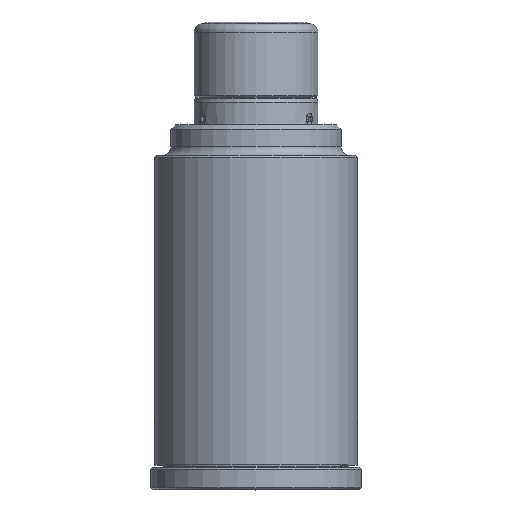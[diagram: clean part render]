
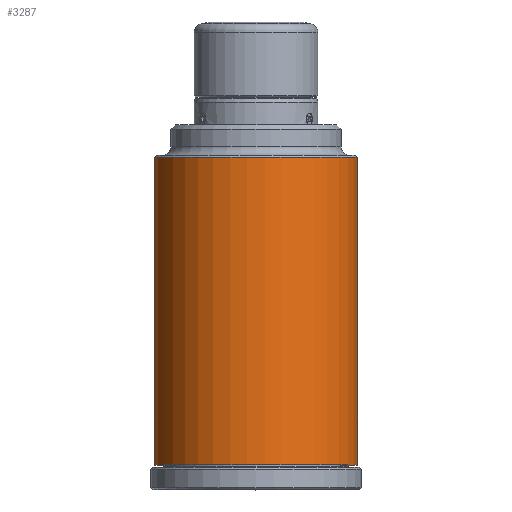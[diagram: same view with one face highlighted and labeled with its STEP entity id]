
A CAD part, top view. The second image highlights one B-rep face of the part: STEP entity #3287.
In plain terms, the highlighted cylindrical face has radius 36.513 mm (diameter 73.025 mm), a partial arc.
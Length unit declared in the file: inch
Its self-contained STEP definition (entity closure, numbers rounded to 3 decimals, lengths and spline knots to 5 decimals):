
#284=LINE('',#19752,#1054);
#285=LINE('',#19755,#1055);
#1054=VECTOR('',#15463,1.);
#1055=VECTOR('',#15466,1.);
#2441=CYLINDRICAL_SURFACE('',#13594,1.4375);
#3287=ADVANCED_FACE('',(#4412),#2441,.T.);
#4412=FACE_OUTER_BOUND('',#5136,.T.);
#5136=EDGE_LOOP('',(#6555,#6556,#6557,#6558));
#6555=ORIENTED_EDGE('',*,*,#11284,.T.);
#6556=ORIENTED_EDGE('',*,*,#11289,.T.);
#6557=ORIENTED_EDGE('',*,*,#11290,.T.);
#6558=ORIENTED_EDGE('',*,*,#11291,.T.);
#9954=VERTEX_POINT('',#19684);
#9973=VERTEX_POINT('',#19742);
#9974=VERTEX_POINT('',#19744);
#9977=VERTEX_POINT('',#19753);
#11284=EDGE_CURVE('',#9974,#9973,#12856,.T.);
#11289=EDGE_CURVE('',#9973,#9977,#284,.T.);
#11290=EDGE_CURVE('',#9977,#9954,#12859,.T.);
#11291=EDGE_CURVE('',#9954,#9974,#285,.T.);
#12856=CIRCLE('',#13589,1.4375);
#12859=CIRCLE('',#13593,1.4375);
#13589=AXIS2_PLACEMENT_3D('',#19743,#15453,#15454);
#13593=AXIS2_PLACEMENT_3D('',#19754,#15464,#15465);
#13594=AXIS2_PLACEMENT_3D('',#19756,#15467,#15468);
#15453=DIRECTION('',(0.,1.,0.));
#15454=DIRECTION('',(0.,0.,1.));
#15463=DIRECTION('',(0.,1.,0.));
#15464=DIRECTION('',(0.,-1.,0.));
#15465=DIRECTION('',(0.,0.,-1.));
#15466=DIRECTION('',(0.,-1.,0.));
#15467=DIRECTION('',(0.,1.,0.));
#15468=DIRECTION('',(0.,0.,-1.));
#19684=CARTESIAN_POINT('',(-1.04545,4.344,-0.98663));
#19742=CARTESIAN_POINT('',(1.04545,0.,-0.98663));
#19743=CARTESIAN_POINT('',(0.,0.,0.));
#19744=CARTESIAN_POINT('',(-1.04545,0.,-0.98663));
#19752=CARTESIAN_POINT('',(1.04545,2.24981,-0.98663));
#19753=CARTESIAN_POINT('',(1.04545,4.344,-0.98663));
#19754=CARTESIAN_POINT('',(0.,4.344,0.));
#19755=CARTESIAN_POINT('',(-1.04545,2.24981,-0.98663));
#19756=CARTESIAN_POINT('',(0.,2.24981,0.));
